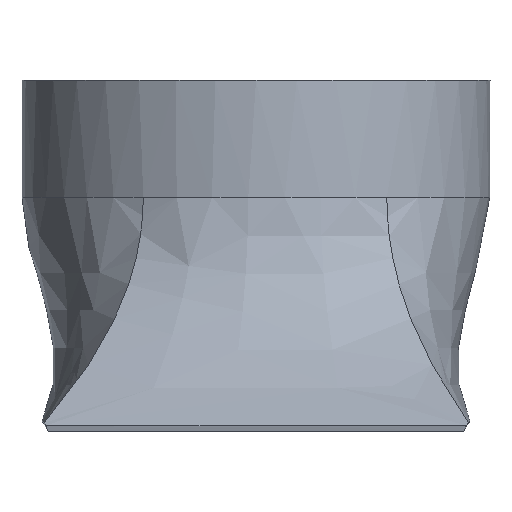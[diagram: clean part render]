
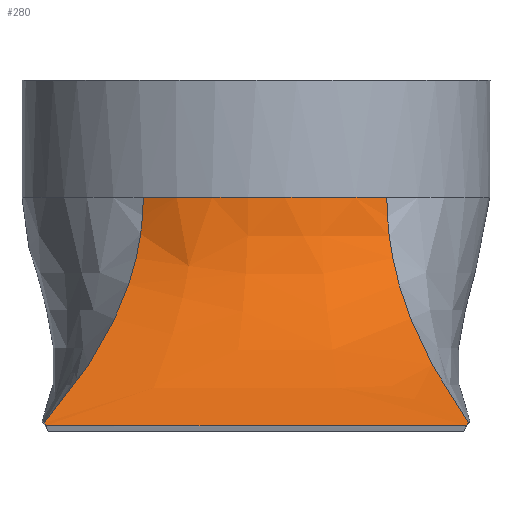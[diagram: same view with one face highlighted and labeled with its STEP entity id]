
A CAD part, front view. The second image highlights one B-rep face of the part: STEP entity #280.
In plain terms, the highlighted free-form (B-spline) face has degree [3, 3] with [6, 4] control points.
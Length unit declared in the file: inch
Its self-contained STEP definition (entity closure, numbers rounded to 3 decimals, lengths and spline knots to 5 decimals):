
#30=CIRCLE('',#303,2.);
#47=FACE_OUTER_BOUND('',#65,.T.);
#65=EDGE_LOOP('',(#247,#248,#249,#250,#251,#252));
#68=B_SPLINE_CURVE_WITH_KNOTS('',3,(#361,#362,#363,#364),.UNSPECIFIED.,
 .F.,.F.,(4,4),(0.19261,9.32778),.UNSPECIFIED.);
#74=B_SPLINE_CURVE_WITH_KNOTS('',3,(#437,#438,#439,#440),.UNSPECIFIED.,
 .F.,.F.,(4,4),(-0.43362,-0.26154),.UNSPECIFIED.);
#81=B_SPLINE_CURVE_WITH_KNOTS('',3,(#533,#534,#535,#536),.UNSPECIFIED.,
 .F.,.F.,(4,4),(-0.12515,0.),.UNSPECIFIED.);
#84=B_SPLINE_CURVE_WITH_KNOTS('',3,(#621,#622,#623,#624),.UNSPECIFIED.,
 .F.,.F.,(4,4),(0.03727,1.),.UNSPECIFIED.);
#98=B_SPLINE_CURVE_WITH_KNOTS('',3,(#970,#971,#972,#973),.UNSPECIFIED.,
 .F.,.F.,(4,4),(0.04016,1.),.UNSPECIFIED.);
#101=VERTEX_POINT('',#355);
#102=VERTEX_POINT('',#360);
#106=VERTEX_POINT('',#430);
#109=VERTEX_POINT('',#511);
#113=VERTEX_POINT('',#620);
#126=VERTEX_POINT('',#734);
#129=EDGE_CURVE('',#101,#102,#68,.T.);
#135=EDGE_CURVE('',#106,#101,#74,.T.);
#142=EDGE_CURVE('',#102,#109,#81,.T.);
#146=EDGE_CURVE('',#109,#113,#84,.T.);
#162=EDGE_CURVE('',#126,#113,#30,.T.);
#168=EDGE_CURVE('',#106,#126,#98,.T.);
#247=ORIENTED_EDGE('',*,*,#135,.F.);
#248=ORIENTED_EDGE('',*,*,#168,.T.);
#249=ORIENTED_EDGE('',*,*,#162,.T.);
#250=ORIENTED_EDGE('',*,*,#146,.F.);
#251=ORIENTED_EDGE('',*,*,#142,.F.);
#252=ORIENTED_EDGE('',*,*,#129,.F.);
#264=B_SPLINE_SURFACE_WITH_KNOTS('',3,3,((#974,#975,#976,#977),(#978,#979,
#980,#981),(#982,#983,#984,#985),(#986,#987,#988,#989),(#990,#991,#992,
#993),(#994,#995,#996,#997)),.UNSPECIFIED.,.F.,.F.,.F.,(4,1,1,4),(4,4),
(0.,0.28571,0.57143,1.),(0.02416,1.),
 .UNSPECIFIED.);
#280=ADVANCED_FACE('',(#47),#264,.F.);
#303=AXIS2_PLACEMENT_3D('',#735,#326,#327);
#326=DIRECTION('center_axis',(0.,0.,-1.));
#327=DIRECTION('ref_axis',(1.,0.,0.));
#355=CARTESIAN_POINT('',(1.79917,-3.41244,2.54831));
#360=CARTESIAN_POINT('',(-1.79736,-3.41354,2.55024));
#361=CARTESIAN_POINT('Ctrl Pts',(1.79917,-3.41244,2.54831));
#362=CARTESIAN_POINT('Ctrl Pts',(0.60033,-3.4149,2.55275));
#363=CARTESIAN_POINT('Ctrl Pts',(-0.59851,-3.41556,2.55373));
#364=CARTESIAN_POINT('Ctrl Pts',(-1.79736,-3.41354,2.55024));
#430=CARTESIAN_POINT('',(1.81543,-3.35504,2.58032));
#437=CARTESIAN_POINT('Ctrl Pts',(1.81543,-3.35504,2.58032));
#438=CARTESIAN_POINT('Ctrl Pts',(1.80996,-3.37416,2.56962));
#439=CARTESIAN_POINT('Ctrl Pts',(1.80454,-3.39329,2.55895));
#440=CARTESIAN_POINT('Ctrl Pts',(1.79917,-3.41244,2.54831));
#511=CARTESIAN_POINT('',(-1.80833,-3.37219,2.57453));
#533=CARTESIAN_POINT('Ctrl Pts',(-1.79736,-3.41354,2.55024));
#534=CARTESIAN_POINT('Ctrl Pts',(-1.80098,-3.39975,2.55831));
#535=CARTESIAN_POINT('Ctrl Pts',(-1.80464,-3.38598,2.5664));
#536=CARTESIAN_POINT('Ctrl Pts',(-1.80833,-3.37219,2.57453));
#620=CARTESIAN_POINT('',(-0.96351,-1.75261,4.5));
#621=CARTESIAN_POINT('Ctrl Pts',(-1.80833,-3.37219,2.57453));
#622=CARTESIAN_POINT('Ctrl Pts',(-1.24511,-2.29247,3.21636));
#623=CARTESIAN_POINT('Ctrl Pts',(-0.96351,-1.75261,3.85818));
#624=CARTESIAN_POINT('Ctrl Pts',(-0.96351,-1.75261,4.5));
#734=CARTESIAN_POINT('',(1.11812,-1.65826,4.5));
#735=CARTESIAN_POINT('Origin',(0.,0.,
4.5));
#970=CARTESIAN_POINT('Ctrl Pts',(1.81543,-3.35504,2.58032));
#971=CARTESIAN_POINT('Ctrl Pts',(1.35055,-2.22385,3.22021));
#972=CARTESIAN_POINT('Ctrl Pts',(1.11812,-1.65826,3.86011));
#973=CARTESIAN_POINT('Ctrl Pts',(1.11812,-1.65826,4.5));
#974=CARTESIAN_POINT('Ctrl Pts',(1.83887,-3.4121,2.54831));
#975=CARTESIAN_POINT('Ctrl Pts',(1.35837,-2.24287,3.19887));
#976=CARTESIAN_POINT('Ctrl Pts',(1.11812,-1.65826,3.84944));
#977=CARTESIAN_POINT('Ctrl Pts',(1.11812,-1.65826,4.5));
#978=CARTESIAN_POINT('Ctrl Pts',(1.48994,-3.41519,2.54831));
#979=CARTESIAN_POINT('Ctrl Pts',(1.11888,-2.28834,3.19887));
#980=CARTESIAN_POINT('Ctrl Pts',(0.94504,-1.77496,3.84944));
#981=CARTESIAN_POINT('Ctrl Pts',(0.94504,-1.77496,4.5));
#982=CARTESIAN_POINT('Ctrl Pts',(0.79114,-3.41989,2.54831));
#983=CARTESIAN_POINT('Ctrl Pts',(0.62622,-2.35745,3.19887));
#984=CARTESIAN_POINT('Ctrl Pts',(0.56216,-1.95341,3.84944));
#985=CARTESIAN_POINT('Ctrl Pts',(0.56216,-1.95341,4.5));
#986=CARTESIAN_POINT('Ctrl Pts',(-0.4333,-3.42278,2.54831));
#987=CARTESIAN_POINT('Ctrl Pts',(-0.25863,-2.39963,3.19887));
#988=CARTESIAN_POINT('Ctrl Pts',(-0.17198,-2.04515,3.84944));
#989=CARTESIAN_POINT('Ctrl Pts',(-0.17198,-2.04515,4.5));
#990=CARTESIAN_POINT('Ctrl Pts',(-1.30773,-3.42002,2.54831));
#991=CARTESIAN_POINT('Ctrl Pts',(-0.88821,-2.3581,3.19887));
#992=CARTESIAN_POINT('Ctrl Pts',(-0.68912,-1.90346,3.84944));
#993=CARTESIAN_POINT('Ctrl Pts',(-0.68912,-1.90346,4.5));
#994=CARTESIAN_POINT('Ctrl Pts',(-1.8315,-3.4166,2.54831));
#995=CARTESIAN_POINT('Ctrl Pts',(-1.25284,-2.30728,3.19887));
#996=CARTESIAN_POINT('Ctrl Pts',(-0.96351,-1.75261,3.84944));
#997=CARTESIAN_POINT('Ctrl Pts',(-0.96351,-1.75261,4.5));
